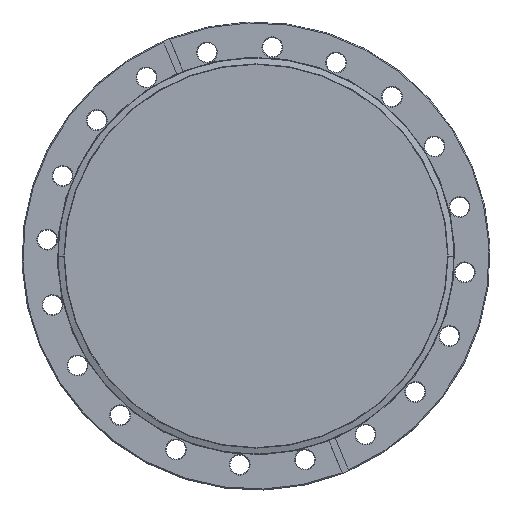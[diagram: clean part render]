
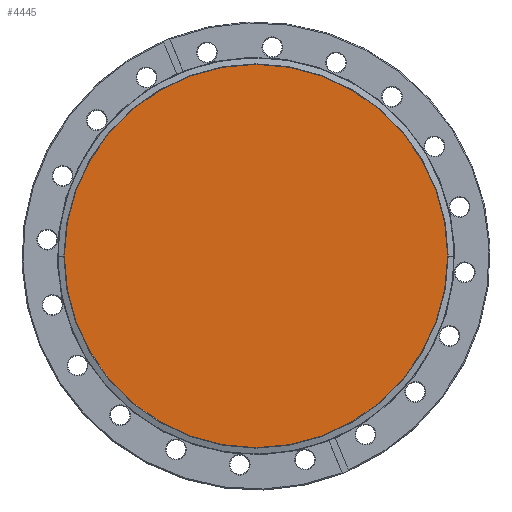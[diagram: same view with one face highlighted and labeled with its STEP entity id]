
A CAD part, top view. The second image highlights one B-rep face of the part: STEP entity #4445.
In plain terms, the highlighted planar face has unit normal (0, 0, 1).
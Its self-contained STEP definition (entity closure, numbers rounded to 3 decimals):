
#137 = VERTEX_POINT ( 'NONE', #4346 ) ;
#145 = AXIS2_PLACEMENT_3D ( 'NONE', #3271, #1119, #3628 ) ;
#264 = EDGE_LOOP ( 'NONE', ( #1129, #4486 ) ) ;
#345 = CIRCLE ( 'NONE', #2590, 82.832 ) ;
#365 = PLANE ( 'NONE',  #4277 ) ;
#953 = CARTESIAN_POINT ( 'NONE',  ( -82.832, 0., -0.6 ) ) ;
#1119 = DIRECTION ( 'NONE',  ( 0., 0., 1. ) ) ;
#1129 = ORIENTED_EDGE ( 'NONE', *, *, #4414, .T. ) ;
#1477 = DIRECTION ( 'NONE',  ( -1., 0., 0. ) ) ;
#1797 = CARTESIAN_POINT ( 'NONE',  ( 0., 0., -0.6 ) ) ;
#2153 = DIRECTION ( 'NONE',  ( 1., 0., 0. ) ) ;
#2590 = AXIS2_PLACEMENT_3D ( 'NONE', #1797, #4316, #2153 ) ;
#3271 = CARTESIAN_POINT ( 'NONE',  ( 0., 0., -0.6 ) ) ;
#3581 = CIRCLE ( 'NONE', #145, 82.832 ) ;
#3621 = DIRECTION ( 'NONE',  ( 0., 0., -1. ) ) ;
#3628 = DIRECTION ( 'NONE',  ( 1., 0., 0. ) ) ;
#3917 = EDGE_CURVE ( 'NONE', #4223, #137, #3581, .T. ) ;
#3979 = CARTESIAN_POINT ( 'NONE',  ( 0., 82.832, -0.6 ) ) ;
#4223 = VERTEX_POINT ( 'NONE', #953 ) ;
#4277 = AXIS2_PLACEMENT_3D ( 'NONE', #3979, #3621, #1477 ) ;
#4316 = DIRECTION ( 'NONE',  ( 0., 0., 1. ) ) ;
#4346 = CARTESIAN_POINT ( 'NONE',  ( 82.832, 0., -0.6 ) ) ;
#4414 = EDGE_CURVE ( 'NONE', #137, #4223, #345, .T. ) ;
#4445 = ADVANCED_FACE ( 'NONE', ( #4538 ), #365, .F. ) ;
#4486 = ORIENTED_EDGE ( 'NONE', *, *, #3917, .T. ) ;
#4538 = FACE_OUTER_BOUND ( 'NONE', #264, .T. ) ;
